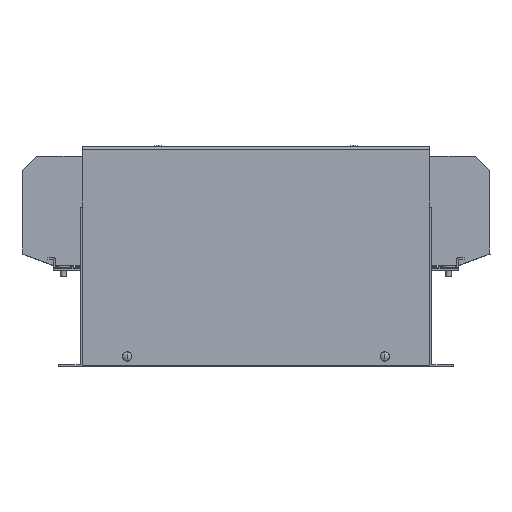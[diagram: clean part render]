
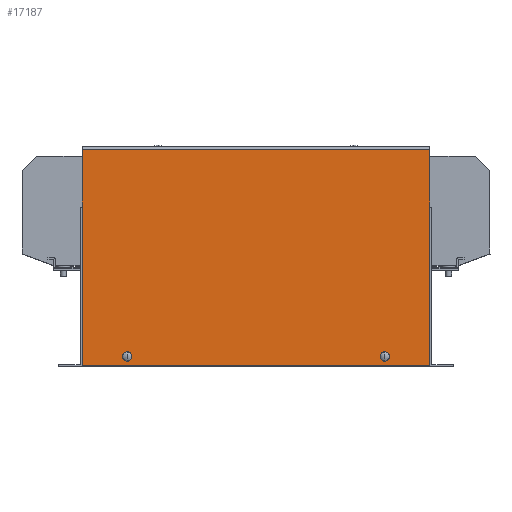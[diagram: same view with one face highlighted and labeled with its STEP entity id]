
A CAD part, top view. The second image highlights one B-rep face of the part: STEP entity #17187.
In plain terms, the highlighted planar face has unit normal (0, 0, 1).
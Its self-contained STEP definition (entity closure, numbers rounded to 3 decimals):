
#19 = FACE_OUTER_BOUND ( 'NONE', #41, .T. ) ;
#41 = EDGE_LOOP ( 'NONE', ( #6350, #11491, #7770, #9670 ) ) ;
#993 = LINE ( 'NONE', #4698, #16532 ) ;
#1078 = FACE_BOUND ( 'NONE', #12768, .T. ) ;
#1260 = EDGE_CURVE ( 'NONE', #12549, #2555, #13034, .T. ) ;
#1577 = VERTEX_POINT ( 'NONE', #15185 ) ;
#1858 = EDGE_CURVE ( 'NONE', #11873, #1577, #11078, .T. ) ;
#2016 = DIRECTION ( 'NONE',  ( 1., 0., 0. ) ) ;
#2162 = AXIS2_PLACEMENT_3D ( 'NONE', #8326, #5678, #15010 ) ;
#2231 = CARTESIAN_POINT ( 'NONE',  ( 0., 146.6, 46.75 ) ) ;
#2529 = EDGE_CURVE ( 'NONE', #2555, #12549, #2953, .T. ) ;
#2555 = VERTEX_POINT ( 'NONE', #8902 ) ;
#2953 = CIRCLE ( 'NONE', #16712, 3.15 ) ;
#3439 = DIRECTION ( 'NONE',  ( 0., 0., 1. ) ) ;
#3440 = ORIENTED_EDGE ( 'NONE', *, *, #1260, .F. ) ;
#4027 = VERTEX_POINT ( 'NONE', #5313 ) ;
#4074 = PLANE ( 'NONE',  #6012 ) ;
#4384 = EDGE_LOOP ( 'NONE', ( #14436, #3440 ) ) ;
#4512 = ORIENTED_EDGE ( 'NONE', *, *, #7982, .F. ) ;
#4698 = CARTESIAN_POINT ( 'NONE',  ( -118.5, -0.8, 46.75 ) ) ;
#5016 = CARTESIAN_POINT ( 'NONE',  ( 87.9, 5.5, 46.75 ) ) ;
#5195 = VERTEX_POINT ( 'NONE', #16072 ) ;
#5313 = CARTESIAN_POINT ( 'NONE',  ( -118.5, 146.6, 46.75 ) ) ;
#5408 = CARTESIAN_POINT ( 'NONE',  ( -118.5, -0.8, 46.75 ) ) ;
#5678 = DIRECTION ( 'NONE',  ( 0., 0., 1. ) ) ;
#5751 = VERTEX_POINT ( 'NONE', #5408 ) ;
#6012 = AXIS2_PLACEMENT_3D ( 'NONE', #17364, #10854, #11827 ) ;
#6292 = DIRECTION ( 'NONE',  ( -1., 0., 0. ) ) ;
#6350 = ORIENTED_EDGE ( 'NONE', *, *, #12285, .F. ) ;
#6376 = DIRECTION ( 'NONE',  ( -1., 0., 0. ) ) ;
#6739 = CARTESIAN_POINT ( 'NONE',  ( -87.9, 5.5, 46.75 ) ) ;
#7052 = CARTESIAN_POINT ( 'NONE',  ( 87.9, 5.5, 46.75 ) ) ;
#7130 = AXIS2_PLACEMENT_3D ( 'NONE', #6739, #12188, #9379 ) ;
#7414 = AXIS2_PLACEMENT_3D ( 'NONE', #7052, #17157, #2016 ) ;
#7770 = ORIENTED_EDGE ( 'NONE', *, *, #7957, .F. ) ;
#7897 = CARTESIAN_POINT ( 'NONE',  ( -118.5, 147.6, 46.75 ) ) ;
#7948 = CARTESIAN_POINT ( 'NONE',  ( -91.05, 5.5, 46.75 ) ) ;
#7957 = EDGE_CURVE ( 'NONE', #5751, #4027, #13345, .T. ) ;
#7982 = EDGE_CURVE ( 'NONE', #1577, #11873, #14553, .T. ) ;
#8326 = CARTESIAN_POINT ( 'NONE',  ( -87.9, 5.5, 46.75 ) ) ;
#8493 = DIRECTION ( 'NONE',  ( 0., 1., 0. ) ) ;
#8902 = CARTESIAN_POINT ( 'NONE',  ( 91.05, 5.5, 46.75 ) ) ;
#9165 = DIRECTION ( 'NONE',  ( 1., 0., 0. ) ) ;
#9351 = EDGE_CURVE ( 'NONE', #5195, #4027, #11569, .T. ) ;
#9379 = DIRECTION ( 'NONE',  ( 1., 0., 0. ) ) ;
#9390 = EDGE_CURVE ( 'NONE', #16524, #5751, #993, .T. ) ;
#9670 = ORIENTED_EDGE ( 'NONE', *, *, #9390, .F. ) ;
#10010 = CARTESIAN_POINT ( 'NONE',  ( 118.5, -0.8, 46.75 ) ) ;
#10741 = DIRECTION ( 'NONE',  ( 0., -1., 0. ) ) ;
#10854 = DIRECTION ( 'NONE',  ( 0., 0., 1. ) ) ;
#11078 = CIRCLE ( 'NONE', #7130, 3.15 ) ;
#11491 = ORIENTED_EDGE ( 'NONE', *, *, #9351, .T. ) ;
#11569 = LINE ( 'NONE', #2231, #14019 ) ;
#11827 = DIRECTION ( 'NONE',  ( 0., -1., 0. ) ) ;
#11873 = VERTEX_POINT ( 'NONE', #7948 ) ;
#12093 = FACE_BOUND ( 'NONE', #4384, .T. ) ;
#12188 = DIRECTION ( 'NONE',  ( 0., 0., 1. ) ) ;
#12285 = EDGE_CURVE ( 'NONE', #5195, #16524, #13374, .T. ) ;
#12549 = VERTEX_POINT ( 'NONE', #16787 ) ;
#12768 = EDGE_LOOP ( 'NONE', ( #4512, #13782 ) ) ;
#13034 = CIRCLE ( 'NONE', #7414, 3.15 ) ;
#13345 = LINE ( 'NONE', #7897, #13423 ) ;
#13374 = LINE ( 'NONE', #17430, #16320 ) ;
#13423 = VECTOR ( 'NONE', #8493, 1000. ) ;
#13782 = ORIENTED_EDGE ( 'NONE', *, *, #1858, .F. ) ;
#14019 = VECTOR ( 'NONE', #6292, 1000. ) ;
#14436 = ORIENTED_EDGE ( 'NONE', *, *, #2529, .F. ) ;
#14553 = CIRCLE ( 'NONE', #2162, 3.15 ) ;
#15010 = DIRECTION ( 'NONE',  ( 1., 0., 0. ) ) ;
#15185 = CARTESIAN_POINT ( 'NONE',  ( -84.75, 5.5, 46.75 ) ) ;
#16072 = CARTESIAN_POINT ( 'NONE',  ( 118.5, 146.6, 46.75 ) ) ;
#16320 = VECTOR ( 'NONE', #10741, 1000. ) ;
#16524 = VERTEX_POINT ( 'NONE', #10010 ) ;
#16532 = VECTOR ( 'NONE', #6376, 1000. ) ;
#16712 = AXIS2_PLACEMENT_3D ( 'NONE', #5016, #3439, #9165 ) ;
#16787 = CARTESIAN_POINT ( 'NONE',  ( 84.75, 5.5, 46.75 ) ) ;
#17157 = DIRECTION ( 'NONE',  ( 0., 0., 1. ) ) ;
#17187 = ADVANCED_FACE ( 'NONE', ( #1078, #12093, #19 ), #4074, .T. ) ;
#17364 = CARTESIAN_POINT ( 'NONE',  ( 0., 148.6, 46.75 ) ) ;
#17430 = CARTESIAN_POINT ( 'NONE',  ( 118.5, -0.8, 46.75 ) ) ;
